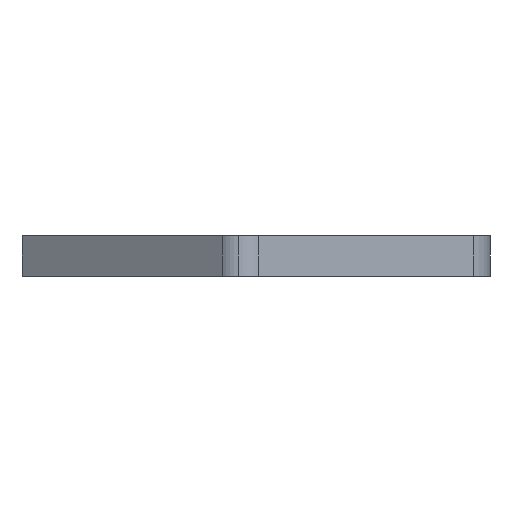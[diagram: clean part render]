
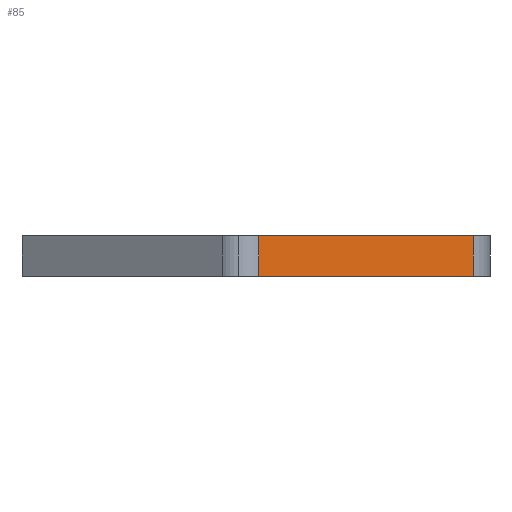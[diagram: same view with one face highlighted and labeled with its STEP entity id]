
A CAD part, left-side view. The second image highlights one B-rep face of the part: STEP entity #85.
In plain terms, the highlighted planar face has unit normal (-0.707, -0.707, 0).
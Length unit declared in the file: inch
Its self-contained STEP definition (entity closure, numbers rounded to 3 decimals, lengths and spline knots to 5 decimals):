
#6 = VERTEX_POINT ( 'NONE', #92 ) ;
#68 = DIRECTION ( 'NONE',  ( 0.707, -0.707, 0. ) ) ;
#77 = EDGE_CURVE ( 'NONE', #6, #274, #282, .T. ) ;
#85 = ADVANCED_FACE ( 'NONE', ( #780 ), #574, .F. ) ;
#92 = CARTESIAN_POINT ( 'NONE',  ( -5.61599, -3.33663, 0.3605 ) ) ;
#107 = ORIENTED_EDGE ( 'NONE', *, *, #765, .T. ) ;
#116 = CARTESIAN_POINT ( 'NONE',  ( -5.61599, -3.33663, 0.3605 ) ) ;
#138 = CARTESIAN_POINT ( 'NONE',  ( -3.72407, -5.22855, 0.3605 ) ) ;
#181 = VECTOR ( 'NONE', #795, 39.37008 ) ;
#187 = CARTESIAN_POINT ( 'NONE',  ( -5.61599, -3.33663, 0. ) ) ;
#209 = EDGE_CURVE ( 'NONE', #274, #290, #306, .T. ) ;
#247 = LINE ( 'NONE', #116, #804 ) ;
#269 = EDGE_LOOP ( 'NONE', ( #107, #651, #610, #597 ) ) ;
#274 = VERTEX_POINT ( 'NONE', #813 ) ;
#275 = DIRECTION ( 'NONE',  ( 0., 0., -1. ) ) ;
#282 = LINE ( 'NONE', #821, #503 ) ;
#290 = VERTEX_POINT ( 'NONE', #803 ) ;
#300 = DIRECTION ( 'NONE',  ( 0.707, -0.707, 0. ) ) ;
#306 = LINE ( 'NONE', #138, #181 ) ;
#503 = VECTOR ( 'NONE', #300, 39.37008 ) ;
#508 = DIRECTION ( 'NONE',  ( 0.707, 0.707, 0. ) ) ;
#538 = VERTEX_POINT ( 'NONE', #187 ) ;
#568 = DIRECTION ( 'NONE',  ( -0.707, 0.707, 0. ) ) ;
#574 = PLANE ( 'NONE',  #732 ) ;
#597 = ORIENTED_EDGE ( 'NONE', *, *, #672, .T. ) ;
#610 = ORIENTED_EDGE ( 'NONE', *, *, #77, .F. ) ;
#651 = ORIENTED_EDGE ( 'NONE', *, *, #209, .F. ) ;
#672 = EDGE_CURVE ( 'NONE', #6, #538, #247, .T. ) ;
#674 = LINE ( 'NONE', #738, #831 ) ;
#732 = AXIS2_PLACEMENT_3D ( 'NONE', #784, #508, #568 ) ;
#738 = CARTESIAN_POINT ( 'NONE',  ( -5.61599, -3.33663, 0. ) ) ;
#765 = EDGE_CURVE ( 'NONE', #538, #290, #674, .T. ) ;
#780 = FACE_OUTER_BOUND ( 'NONE', #269, .T. ) ;
#784 = CARTESIAN_POINT ( 'NONE',  ( -5.61599, -3.33663, 0.3605 ) ) ;
#795 = DIRECTION ( 'NONE',  ( 0., 0., -1. ) ) ;
#803 = CARTESIAN_POINT ( 'NONE',  ( -3.72407, -5.22855, 0. ) ) ;
#804 = VECTOR ( 'NONE', #275, 39.37008 ) ;
#813 = CARTESIAN_POINT ( 'NONE',  ( -3.72407, -5.22855, 0.3605 ) ) ;
#821 = CARTESIAN_POINT ( 'NONE',  ( -5.61599, -3.33663, 0.3605 ) ) ;
#831 = VECTOR ( 'NONE', #68, 39.37008 ) ;
